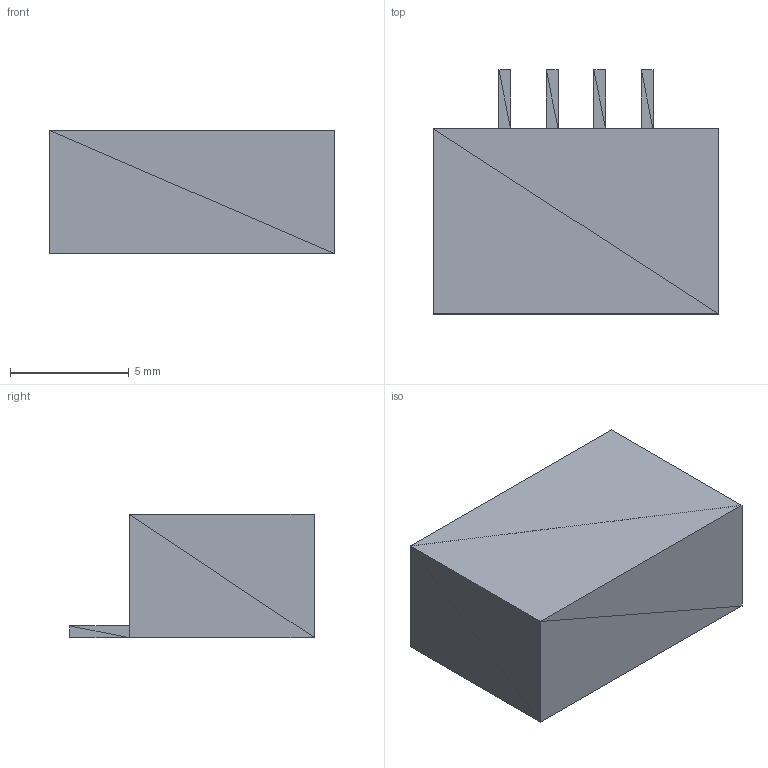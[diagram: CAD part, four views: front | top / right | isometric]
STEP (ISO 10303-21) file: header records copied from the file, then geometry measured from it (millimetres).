
FILE_DESCRIPTION(('FreeCAD Model'),'2;1');
FILE_NAME('grove.step', '2020-07-06T21:27:47',('Author'),(''), 'Open CASCADE STEP processor 7.3','FreeCAD','Unknown');
FILE_SCHEMA(('AUTOMOTIVE_DESIGN { 1 0 10303 214 1 1 1 1 }'));
Length unit declared in the file: millimetre
Products named in the file (1): grove001
Bounding box: 12 x 10.3 x 5.2 mm (x, y, z)
Surface area: 413.1 mm2 (no closed solid volume)
Topology: 0 solids, 1 shells, 76 faces, 114 edges, 40 vertices
Faces by surface type: plane 76
Entity records: 2883 total; most frequent: CARTESIAN_POINT 573, DIRECTION 382, ORIENTED_EDGE 228, LINE 228, VECTOR 228, PCURVE 228, DEFINITIONAL_REPRESENTATION 228, EDGE_CURVE 114
